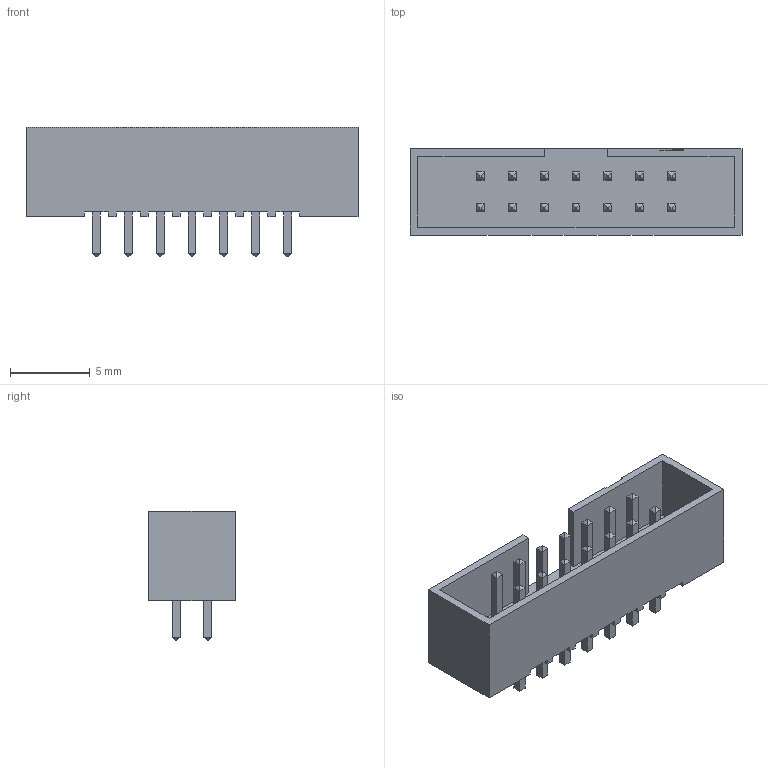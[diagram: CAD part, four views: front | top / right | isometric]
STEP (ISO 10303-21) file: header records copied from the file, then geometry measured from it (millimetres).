
FILE_DESCRIPTION (( 'STEP AP214' ), '1' );
FILE_NAME ('9523D465-C28D-46D8-AA39-AFD77B8316FD.STEP', '2025-06-04T08:35:06', ( '' ), ( '' ), 'SwSTEP 2.0', 'SolidWorks 2022', '' );
FILE_SCHEMA (( 'AUTOMOTIVE_DESIGN' ));
Length unit declared in the file: millimetre
Products named in the file (1): 9523D465-C28D-46D8-AA39-AFD77B8316FD
Bounding box: 20.8 x 5.4 x 8.1 mm (x, y, z)
Volume: 261.2 mm3; surface area: 896.1 mm2
Topology: 1 solids, 1 shells, 297 faces, 689 edges, 422 vertices
Faces by surface type: plane 297
Entity records: 8636 total; most frequent: CARTESIAN_POINT 1409, ORIENTED_EDGE 1378, DIRECTION 1285, VECTOR 689, LINE 689, EDGE_CURVE 689, VERTEX_POINT 422, EDGE_LOOP 325
